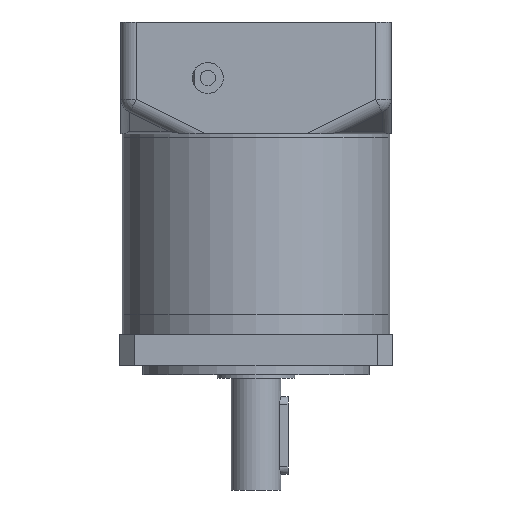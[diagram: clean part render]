
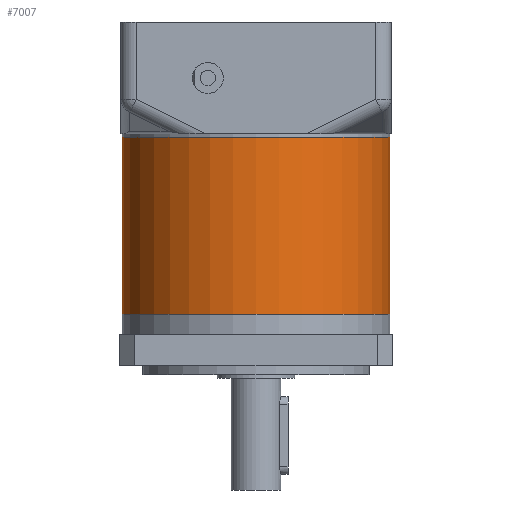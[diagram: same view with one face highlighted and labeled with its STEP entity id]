
A CAD part, front view. The second image highlights one B-rep face of the part: STEP entity #7007.
In plain terms, the highlighted cylindrical face has radius 43 mm (diameter 86 mm), a partial arc.
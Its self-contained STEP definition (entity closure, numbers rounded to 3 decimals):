
#286 = CARTESIAN_POINT ( 'NONE',  ( 0., 0., 57. ) ) ;
#499 = VERTEX_POINT ( 'NONE', #6772 ) ;
#1076 = VERTEX_POINT ( 'NONE', #14152 ) ;
#1157 = DIRECTION ( 'NONE',  ( 0., 0., 1. ) ) ;
#1294 = VERTEX_POINT ( 'NONE', #2295 ) ;
#2295 = CARTESIAN_POINT ( 'NONE',  ( -43., 0., 0. ) ) ;
#2400 = VECTOR ( 'NONE', #17815, 1000. ) ;
#3056 = DIRECTION ( 'NONE',  ( 0., 0., -1. ) ) ;
#3714 = ORIENTED_EDGE ( 'NONE', *, *, #3896, .F. ) ;
#3896 = EDGE_CURVE ( 'NONE', #4213, #1076, #4288, .T. ) ;
#4213 = VERTEX_POINT ( 'NONE', #13516 ) ;
#4288 = LINE ( 'NONE', #8082, #2400 ) ;
#4726 = CIRCLE ( 'NONE', #16013, 43. ) ;
#6287 = AXIS2_PLACEMENT_3D ( 'NONE', #286, #13779, #16515 ) ;
#6328 = EDGE_LOOP ( 'NONE', ( #3714, #8746, #11990, #7290 ) ) ;
#6608 = CYLINDRICAL_SURFACE ( 'NONE', #6287, 43. ) ;
#6690 = EDGE_CURVE ( 'NONE', #499, #4213, #9190, .T. ) ;
#6772 = CARTESIAN_POINT ( 'NONE',  ( -43., 0., 57. ) ) ;
#7007 = ADVANCED_FACE ( 'NONE', ( #10974 ), #6608, .T. ) ;
#7290 = ORIENTED_EDGE ( 'NONE', *, *, #17331, .T. ) ;
#7738 = AXIS2_PLACEMENT_3D ( 'NONE', #8193, #1157, #13907 ) ;
#8082 = CARTESIAN_POINT ( 'NONE',  ( 43., 0., 57. ) ) ;
#8193 = CARTESIAN_POINT ( 'NONE',  ( 0., 0., 57. ) ) ;
#8746 = ORIENTED_EDGE ( 'NONE', *, *, #6690, .F. ) ;
#9190 = CIRCLE ( 'NONE', #7738, 43. ) ;
#10974 = FACE_OUTER_BOUND ( 'NONE', #6328, .T. ) ;
#11118 = LINE ( 'NONE', #13924, #12999 ) ;
#11990 = ORIENTED_EDGE ( 'NONE', *, *, #12515, .T. ) ;
#12515 = EDGE_CURVE ( 'NONE', #499, #1294, #11118, .T. ) ;
#12999 = VECTOR ( 'NONE', #3056, 1000. ) ;
#13516 = CARTESIAN_POINT ( 'NONE',  ( 43., 0., 57. ) ) ;
#13779 = DIRECTION ( 'NONE',  ( 0., 0., -1. ) ) ;
#13907 = DIRECTION ( 'NONE',  ( 1., 0., 0. ) ) ;
#13924 = CARTESIAN_POINT ( 'NONE',  ( -43., 0., 57. ) ) ;
#14152 = CARTESIAN_POINT ( 'NONE',  ( 43., 0., 0. ) ) ;
#15472 = CARTESIAN_POINT ( 'NONE',  ( 0., 0., 0. ) ) ;
#15647 = DIRECTION ( 'NONE',  ( 0., 0., 1. ) ) ;
#16013 = AXIS2_PLACEMENT_3D ( 'NONE', #15472, #15647, #16938 ) ;
#16515 = DIRECTION ( 'NONE',  ( -1., 0., 0. ) ) ;
#16938 = DIRECTION ( 'NONE',  ( 1., 0., 0. ) ) ;
#17331 = EDGE_CURVE ( 'NONE', #1294, #1076, #4726, .T. ) ;
#17815 = DIRECTION ( 'NONE',  ( 0., 0., -1. ) ) ;
